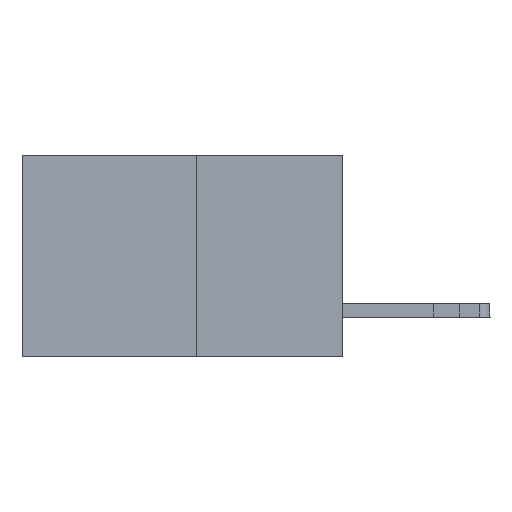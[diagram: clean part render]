
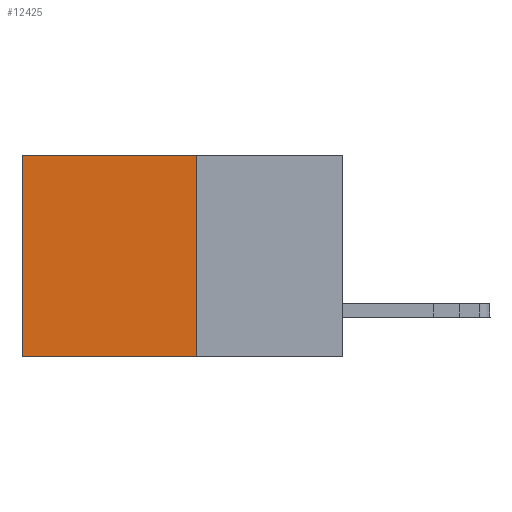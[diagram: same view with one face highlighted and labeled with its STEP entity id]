
A CAD part, left-side view. The second image highlights one B-rep face of the part: STEP entity #12425.
In plain terms, the highlighted planar face has unit normal (-1, 0, 0).
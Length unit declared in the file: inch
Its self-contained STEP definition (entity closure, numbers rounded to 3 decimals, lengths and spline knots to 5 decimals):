
#750 = ORIENTED_EDGE ( 'NONE', *, *, #19810, .F. ) ;
#1131 = EDGE_CURVE ( 'NONE', #8857, #1619, #21118, .T. ) ;
#1619 = VERTEX_POINT ( 'NONE', #14258 ) ;
#3783 = LINE ( 'NONE', #17524, #4879 ) ;
#3816 = PLANE ( 'NONE',  #17562 ) ;
#4879 = VECTOR ( 'NONE', #10821, 39.37008 ) ;
#5678 = DIRECTION ( 'NONE',  ( 0., 1., 0. ) ) ;
#5810 = DIRECTION ( 'NONE',  ( 0., 0., -1. ) ) ;
#6456 = CARTESIAN_POINT ( 'NONE',  ( 0.277, 0.27, -0.37 ) ) ;
#7781 = CARTESIAN_POINT ( 'NONE',  ( 0.277, 0.27, -0.37 ) ) ;
#8176 = EDGE_LOOP ( 'NONE', ( #10130, #10323, #750, #19137 ) ) ;
#8857 = VERTEX_POINT ( 'NONE', #12887 ) ;
#10130 = ORIENTED_EDGE ( 'NONE', *, *, #11723, .T. ) ;
#10278 = VECTOR ( 'NONE', #5810, 39.37008 ) ;
#10323 = ORIENTED_EDGE ( 'NONE', *, *, #1131, .F. ) ;
#10533 = CARTESIAN_POINT ( 'NONE',  ( 0.277, 0.27, -0.37 ) ) ;
#10821 = DIRECTION ( 'NONE',  ( 0., 0., -1. ) ) ;
#10992 = DIRECTION ( 'NONE',  ( 0., 1., 0. ) ) ;
#11723 = EDGE_CURVE ( 'NONE', #13057, #1619, #3783, .T. ) ;
#11731 = DIRECTION ( 'NONE',  ( 0., 0., -1. ) ) ;
#12424 = LINE ( 'NONE', #7781, #10278 ) ;
#12425 = ADVANCED_FACE ( 'NONE', ( #18890 ), #3816, .F. ) ;
#12446 = EDGE_CURVE ( 'NONE', #13458, #13057, #20980, .T. ) ;
#12887 = CARTESIAN_POINT ( 'NONE',  ( 0.277, 0.27, -0.37 ) ) ;
#13057 = VERTEX_POINT ( 'NONE', #21219 ) ;
#13222 = CARTESIAN_POINT ( 'NONE',  ( 0.277, 0.27, 0. ) ) ;
#13387 = DIRECTION ( 'NONE',  ( 1., 0., 0. ) ) ;
#13458 = VERTEX_POINT ( 'NONE', #13222 ) ;
#14258 = CARTESIAN_POINT ( 'NONE',  ( 0.277, 0.59, -0.37 ) ) ;
#17524 = CARTESIAN_POINT ( 'NONE',  ( 0.277, 0.59, -0.37 ) ) ;
#17562 = AXIS2_PLACEMENT_3D ( 'NONE', #10533, #13387, #11731 ) ;
#18890 = FACE_OUTER_BOUND ( 'NONE', #8176, .T. ) ;
#19104 = CARTESIAN_POINT ( 'NONE',  ( 0.277, 0.27, 0. ) ) ;
#19137 = ORIENTED_EDGE ( 'NONE', *, *, #12446, .T. ) ;
#19810 = EDGE_CURVE ( 'NONE', #13458, #8857, #12424, .T. ) ;
#20724 = VECTOR ( 'NONE', #5678, 39.37008 ) ;
#20830 = VECTOR ( 'NONE', #10992, 39.37008 ) ;
#20980 = LINE ( 'NONE', #19104, #20724 ) ;
#21118 = LINE ( 'NONE', #6456, #20830 ) ;
#21219 = CARTESIAN_POINT ( 'NONE',  ( 0.277, 0.59, 0. ) ) ;
